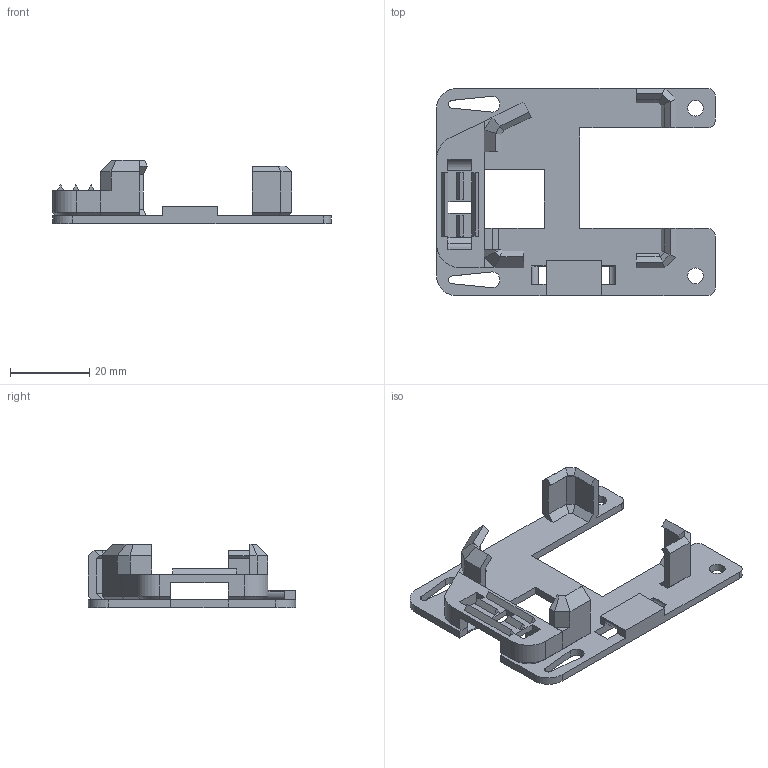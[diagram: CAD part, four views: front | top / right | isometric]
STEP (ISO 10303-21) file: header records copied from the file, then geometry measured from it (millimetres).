
FILE_DESCRIPTION(/* description */ (''),/* implementation_level */ '2;1');
FILE_NAME(/* name */ 'Cradle mount and strain shelf.step',/* time_stamp */ '2024-04-23T11:00:22-07:00',/* author */ (''),/* organization */ (''),/* preprocessor_version */ 'ST-DEVELOPER v20',/* originating_system */ 'Autodesk Translation Framework v12.20.1.177',/* authorisation */ '');
FILE_SCHEMA (('AUTOMOTIVE_DESIGN { 1 0 10303 214 3 1 1 }'));
Length unit declared in the file: millimetre
Products named in the file (1): Mounting cradle
Bounding box: 70.45 x 52.4 x 15.96 mm (x, y, z)
Volume: 7824.5 mm3; surface area: 9235.4 mm2
Topology: 2 solids, 2 shells, 241 faces, 625 edges, 388 vertices
Faces by surface type: plane 217, cylinder 22, cone 2
Full cylindrical faces by diameter (mm): 4 x2
Entity records: 7203 total; most frequent: CARTESIAN_POINT 1259, ORIENTED_EDGE 1250, DIRECTION 1153, EDGE_CURVE 625, LINE 577, VECTOR 577, VERTEX_POINT 388, AXIS2_PLACEMENT_3D 288
